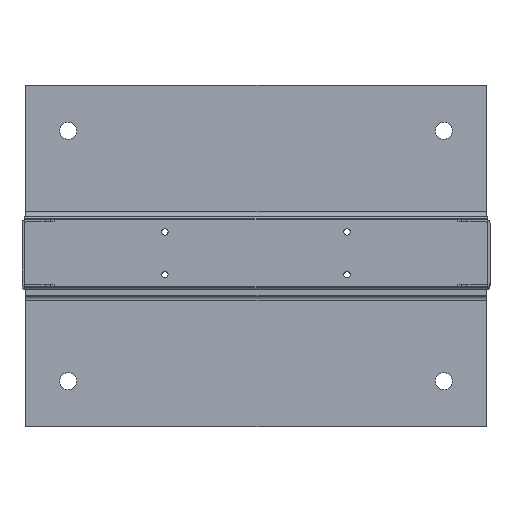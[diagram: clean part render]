
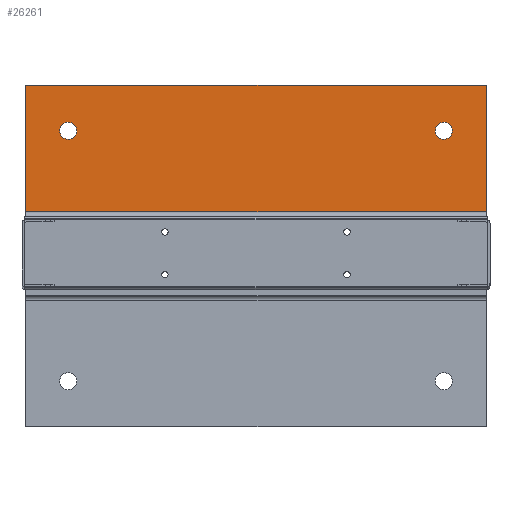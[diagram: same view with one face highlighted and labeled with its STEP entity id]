
A CAD part, top view. The second image highlights one B-rep face of the part: STEP entity #26261.
In plain terms, the highlighted planar face has unit normal (0, 0, 1).
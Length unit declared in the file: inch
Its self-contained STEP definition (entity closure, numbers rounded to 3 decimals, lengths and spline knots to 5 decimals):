
#453 = VERTEX_POINT ( 'NONE', #24436 ) ;
#1095 = AXIS2_PLACEMENT_3D ( 'NONE', #15515, #21261, #12338 ) ;
#5109 = DIRECTION ( 'NONE',  ( 1., 0., 0. ) ) ;
#5483 = LINE ( 'NONE', #8475, #8909 ) ;
#5664 = VERTEX_POINT ( 'NONE', #16918 ) ;
#8475 = CARTESIAN_POINT ( 'NONE',  ( 10.125, 1.938, -34.2815 ) ) ;
#8537 = EDGE_CURVE ( 'NONE', #453, #453, #37079, .T. ) ;
#8909 = VECTOR ( 'NONE', #5109, 39.37008 ) ;
#8964 = EDGE_CURVE ( 'NONE', #20926, #5664, #5483, .T. ) ;
#9189 = PLANE ( 'NONE',  #38064 ) ;
#9299 = CARTESIAN_POINT ( 'NONE',  ( 10.125, 7.5, -34.2815 ) ) ;
#9335 = LINE ( 'NONE', #18258, #34204 ) ;
#9648 = EDGE_LOOP ( 'NONE', ( #33299 ) ) ;
#9657 = EDGE_LOOP ( 'NONE', ( #16808 ) ) ;
#10280 = ORIENTED_EDGE ( 'NONE', *, *, #26665, .T. ) ;
#10401 = CARTESIAN_POINT ( 'NONE',  ( -10.125, 1.938, -34.2815 ) ) ;
#12117 = VECTOR ( 'NONE', #12916, 39.37008 ) ;
#12180 = FACE_BOUND ( 'NONE', #9657, .T. ) ;
#12338 = DIRECTION ( 'NONE',  ( 0., 1., 0. ) ) ;
#12916 = DIRECTION ( 'NONE',  ( -1., 0., 0. ) ) ;
#13291 = CARTESIAN_POINT ( 'NONE',  ( 10.125, 7.5, -34.2815 ) ) ;
#13702 = EDGE_CURVE ( 'NONE', #23004, #5664, #9335, .T. ) ;
#13781 = ORIENTED_EDGE ( 'NONE', *, *, #13702, .F. ) ;
#14133 = ORIENTED_EDGE ( 'NONE', *, *, #8964, .T. ) ;
#14978 = DIRECTION ( 'NONE',  ( 0., 0., -1. ) ) ;
#15136 = FACE_BOUND ( 'NONE', #9648, .T. ) ;
#15515 = CARTESIAN_POINT ( 'NONE',  ( -8.25, 5.5, -34.2815 ) ) ;
#16808 = ORIENTED_EDGE ( 'NONE', *, *, #8537, .T. ) ;
#16918 = CARTESIAN_POINT ( 'NONE',  ( 10.125, 1.938, -34.2815 ) ) ;
#17970 = DIRECTION ( 'NONE',  ( 0., 1., 0. ) ) ;
#18258 = CARTESIAN_POINT ( 'NONE',  ( 10.125, 1.5, -34.2815 ) ) ;
#20926 = VERTEX_POINT ( 'NONE', #10401 ) ;
#21261 = DIRECTION ( 'NONE',  ( 0., 0., -1. ) ) ;
#21282 = CARTESIAN_POINT ( 'NONE',  ( 10.125, 7.5, -34.2815 ) ) ;
#21652 = DIRECTION ( 'NONE',  ( 0., -1., 0. ) ) ;
#22181 = VECTOR ( 'NONE', #35178, 39.37008 ) ;
#23004 = VERTEX_POINT ( 'NONE', #9299 ) ;
#24301 = CARTESIAN_POINT ( 'NONE',  ( 8.25, 5.5, -34.2815 ) ) ;
#24436 = CARTESIAN_POINT ( 'NONE',  ( 8.25, 5.875, -34.2815 ) ) ;
#24447 = DIRECTION ( 'NONE',  ( 0., -1., 0. ) ) ;
#24999 = LINE ( 'NONE', #13291, #12117 ) ;
#25427 = CARTESIAN_POINT ( 'NONE',  ( -10.125, 7.5, -34.2815 ) ) ;
#26045 = EDGE_CURVE ( 'NONE', #32083, #20926, #29247, .T. ) ;
#26261 = ADVANCED_FACE ( 'NONE', ( #27230, #15136, #12180 ), #9189, .F. ) ;
#26665 = EDGE_CURVE ( 'NONE', #23004, #32083, #24999, .T. ) ;
#27230 = FACE_OUTER_BOUND ( 'NONE', #38590, .T. ) ;
#27447 = DIRECTION ( 'NONE',  ( 0., 0., -1. ) ) ;
#27534 = ORIENTED_EDGE ( 'NONE', *, *, #26045, .T. ) ;
#27678 = CIRCLE ( 'NONE', #1095, 0.375 ) ;
#28902 = CARTESIAN_POINT ( 'NONE',  ( -8.25, 5.875, -34.2815 ) ) ;
#29247 = LINE ( 'NONE', #38174, #22181 ) ;
#29326 = VERTEX_POINT ( 'NONE', #28902 ) ;
#32083 = VERTEX_POINT ( 'NONE', #25427 ) ;
#33299 = ORIENTED_EDGE ( 'NONE', *, *, #33782, .T. ) ;
#33782 = EDGE_CURVE ( 'NONE', #29326, #29326, #27678, .T. ) ;
#33895 = AXIS2_PLACEMENT_3D ( 'NONE', #24301, #14978, #17970 ) ;
#34204 = VECTOR ( 'NONE', #21652, 39.37008 ) ;
#35178 = DIRECTION ( 'NONE',  ( 0., -1., 0. ) ) ;
#37079 = CIRCLE ( 'NONE', #33895, 0.375 ) ;
#38064 = AXIS2_PLACEMENT_3D ( 'NONE', #21282, #27447, #24447 ) ;
#38174 = CARTESIAN_POINT ( 'NONE',  ( -10.125, 7.5, -34.2815 ) ) ;
#38590 = EDGE_LOOP ( 'NONE', ( #14133, #13781, #10280, #27534 ) ) ;
